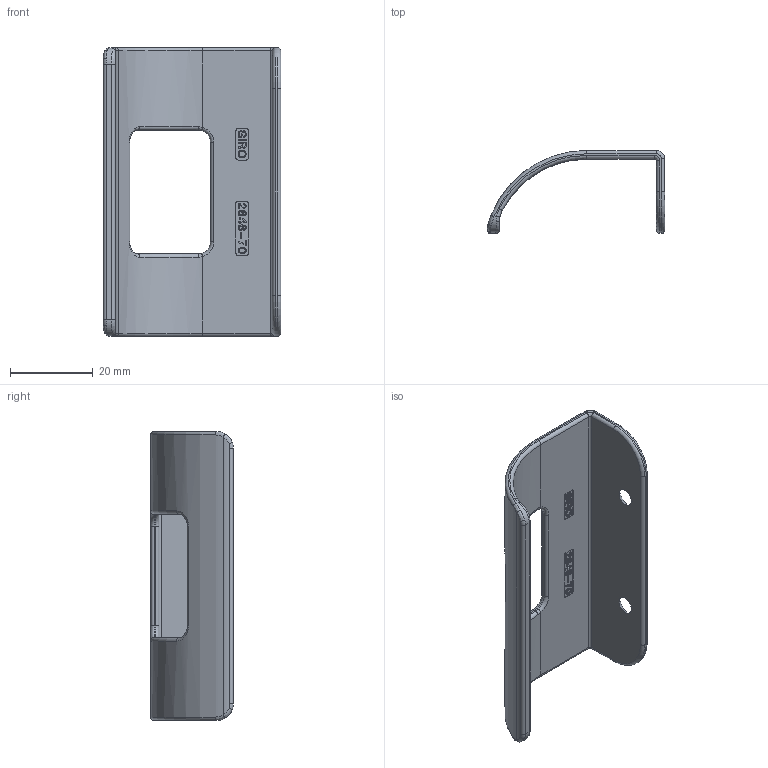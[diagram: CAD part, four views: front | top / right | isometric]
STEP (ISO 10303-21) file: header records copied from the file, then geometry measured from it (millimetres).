
FILE_DESCRIPTION(('Creo Elements/Direct Modeling STEP Export'),'2;1');
FILE_NAME('2646-70.stp','2024-08-27T 8:52:14',(''),(''),'Creo Elements/Direct Modeling STEP processor for AP214 (Solid Model)','Creo Elements/Direct Modeling 20.0 12-Nov-2016 (C) Parametric Technology GmbH','');
FILE_SCHEMA(('AUTOMOTIVE_DESIGN { 1 0 10303 214 1 1 1 1 }'));
Length unit declared in the file: millimetre
Products named in the file (1): ZN-12408
Bounding box: 43 x 20 x 70 mm (x, y, z)
Volume: 8197.1 mm3; surface area: 8767 mm2
Topology: 1 solids, 1 shells, 606 faces, 1709 edges, 1122 vertices
Faces by surface type: plane 524, cylinder 38, torus 22, bspline 18, cone 4
Entity records: 22225 total; most frequent: CARTESIAN_POINT 6740, ORIENTED_EDGE 3418, DIRECTION 2883, EDGE_CURVE 1709, VECTOR 1545, LINE 1545, VERTEX_POINT 1122, AXIS2_PLACEMENT_3D 669
